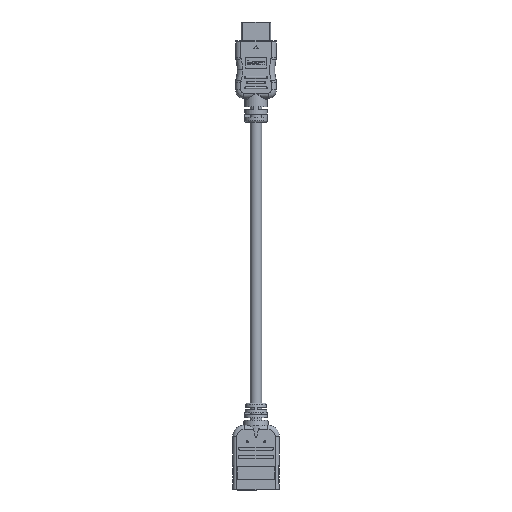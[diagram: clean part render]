
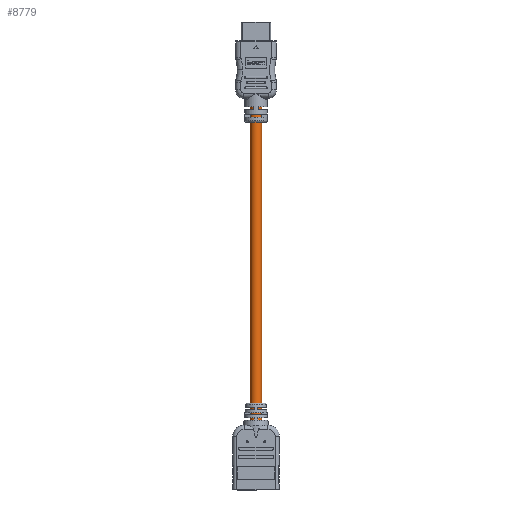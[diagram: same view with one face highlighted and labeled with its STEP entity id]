
A CAD part, front view. The second image highlights one B-rep face of the part: STEP entity #8779.
In plain terms, the highlighted cylindrical face has radius 2.75 mm (diameter 5.5 mm), a partial arc.
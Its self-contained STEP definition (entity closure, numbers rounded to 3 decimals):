
#7709 = VERTEX_POINT ( 'NONE', #106987 ) ;
#7816 = DIRECTION ( 'NONE',  ( 0., 0., 1. ) ) ;
#8779 = ADVANCED_FACE ( 'NONE', ( #134498 ), #38552, .T. ) ;
#12884 = VECTOR ( 'NONE', #41919, 1000. ) ;
#18050 = DIRECTION ( 'NONE',  ( 1., 0., 0. ) ) ;
#20155 = ORIENTED_EDGE ( 'NONE', *, *, #27356, .F. ) ;
#22951 = CIRCLE ( 'NONE', #98182, 2.75 ) ;
#23711 = CARTESIAN_POINT ( 'NONE',  ( 2.75, 0., 75. ) ) ;
#24502 = ORIENTED_EDGE ( 'NONE', *, *, #45162, .T. ) ;
#27356 = EDGE_CURVE ( 'NONE', #41739, #7709, #120350, .T. ) ;
#28839 = CARTESIAN_POINT ( 'NONE',  ( -2.75, 0., 75. ) ) ;
#30189 = ORIENTED_EDGE ( 'NONE', *, *, #79676, .F. ) ;
#30496 = CARTESIAN_POINT ( 'NONE',  ( -2.75, 0., 75. ) ) ;
#32060 = ORIENTED_EDGE ( 'NONE', *, *, #52011, .T. ) ;
#38552 = CYLINDRICAL_SURFACE ( 'NONE', #123189, 2.75 ) ;
#41739 = VERTEX_POINT ( 'NONE', #23711 ) ;
#41919 = DIRECTION ( 'NONE',  ( 0., 0., -1. ) ) ;
#45162 = EDGE_CURVE ( 'NONE', #85415, #7709, #104388, .T. ) ;
#48760 = EDGE_LOOP ( 'NONE', ( #20155, #30189, #32060, #24502 ) ) ;
#48957 = VERTEX_POINT ( 'NONE', #30496 ) ;
#52011 = EDGE_CURVE ( 'NONE', #48957, #85415, #107440, .T. ) ;
#52125 = CARTESIAN_POINT ( 'NONE',  ( 2.75, 0., 75. ) ) ;
#52663 = DIRECTION ( 'NONE',  ( -1., 0., 0. ) ) ;
#57785 = AXIS2_PLACEMENT_3D ( 'NONE', #123432, #7816, #18050 ) ;
#62815 = CARTESIAN_POINT ( 'NONE',  ( 0., 0., 75. ) ) ;
#71834 = DIRECTION ( 'NONE',  ( 0., 0., -1. ) ) ;
#75130 = CARTESIAN_POINT ( 'NONE',  ( -2.75, 0., -75. ) ) ;
#78796 = DIRECTION ( 'NONE',  ( 0., 0., 1. ) ) ;
#79676 = EDGE_CURVE ( 'NONE', #48957, #41739, #22951, .T. ) ;
#79695 = CARTESIAN_POINT ( 'NONE',  ( 0., 0., 75. ) ) ;
#85415 = VERTEX_POINT ( 'NONE', #75130 ) ;
#91053 = VECTOR ( 'NONE', #71834, 1000. ) ;
#98182 = AXIS2_PLACEMENT_3D ( 'NONE', #79695, #78796, #100497 ) ;
#100497 = DIRECTION ( 'NONE',  ( 1., 0., 0. ) ) ;
#104388 = CIRCLE ( 'NONE', #57785, 2.75 ) ;
#106987 = CARTESIAN_POINT ( 'NONE',  ( 2.75, 0., -75. ) ) ;
#107440 = LINE ( 'NONE', #28839, #91053 ) ;
#120350 = LINE ( 'NONE', #52125, #12884 ) ;
#123189 = AXIS2_PLACEMENT_3D ( 'NONE', #62815, #126163, #52663 ) ;
#123432 = CARTESIAN_POINT ( 'NONE',  ( 0., 0., -75. ) ) ;
#126163 = DIRECTION ( 'NONE',  ( 0., 0., -1. ) ) ;
#134498 = FACE_OUTER_BOUND ( 'NONE', #48760, .T. ) ;
